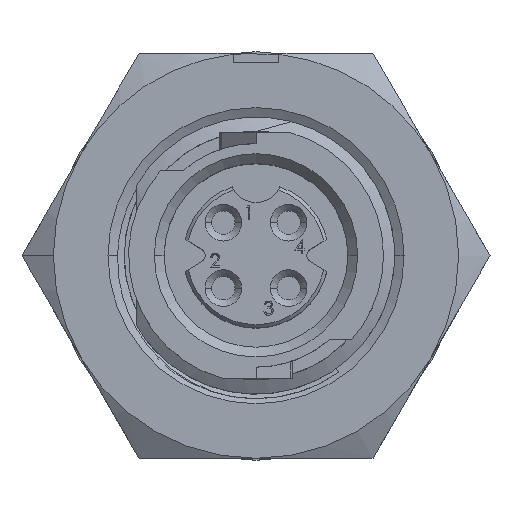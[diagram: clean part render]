
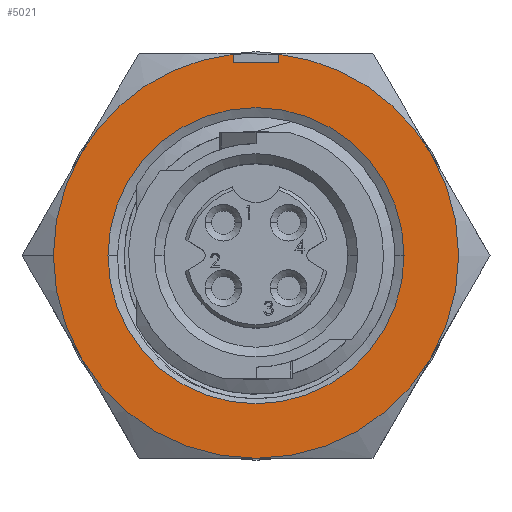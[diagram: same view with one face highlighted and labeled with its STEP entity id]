
A CAD part, top view. The second image highlights one B-rep face of the part: STEP entity #5021.
In plain terms, the highlighted planar face has unit normal (0, 0, 1).
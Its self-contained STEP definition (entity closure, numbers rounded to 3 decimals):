
#29 = CARTESIAN_POINT ( 'NONE',  ( -6.819, 3.937, 10.236 ) ) ;
#96 = EDGE_CURVE ( 'NONE', #8877, #10468, #9411, .T. ) ;
#358 = VERTEX_POINT ( 'NONE', #7609 ) ;
#386 = LINE ( 'NONE', #10274, #9765 ) ;
#742 = DIRECTION ( 'NONE',  ( -1., 0., 0. ) ) ;
#851 = CARTESIAN_POINT ( 'NONE',  ( 0., 15.748, 10.236 ) ) ;
#1025 = VERTEX_POINT ( 'NONE', #29 ) ;
#1113 = CIRCLE ( 'NONE', #5362, 7.874 ) ;
#1274 = DIRECTION ( 'NONE',  ( 0., -1., 0. ) ) ;
#1404 = EDGE_CURVE ( 'NONE', #358, #6657, #7258, .T. ) ;
#1604 = ORIENTED_EDGE ( 'NONE', *, *, #9102, .F. ) ;
#1943 = DIRECTION ( 'NONE',  ( 0., 0., -1. ) ) ;
#2172 = FACE_BOUND ( 'NONE', #3611, .T. ) ;
#2242 = ORIENTED_EDGE ( 'NONE', *, *, #12297, .F. ) ;
#2568 = DIRECTION ( 'NONE',  ( 0., 0., -1. ) ) ;
#2696 = VECTOR ( 'NONE', #742, 1000. ) ;
#2845 = DIRECTION ( 'NONE',  ( 1., 0., 0. ) ) ;
#2849 = ORIENTED_EDGE ( 'NONE', *, *, #3887, .F. ) ;
#2954 = VECTOR ( 'NONE', #1274, 1000. ) ;
#2955 = EDGE_CURVE ( 'NONE', #12716, #358, #386, .T. ) ;
#3206 = CARTESIAN_POINT ( 'NONE',  ( 7.874, 0., 10.236 ) ) ;
#3534 = CARTESIAN_POINT ( 'NONE',  ( -5.753, 0., 10.236 ) ) ;
#3611 = EDGE_LOOP ( 'NONE', ( #11459, #15243 ) ) ;
#3686 = CARTESIAN_POINT ( 'NONE',  ( -0.889, -8.938, 10.236 ) ) ;
#3698 = DIRECTION ( 'NONE',  ( 1., 0., 0. ) ) ;
#3861 = EDGE_CURVE ( 'NONE', #14788, #4584, #12659, .T. ) ;
#3887 = EDGE_CURVE ( 'NONE', #15631, #12716, #13985, .T. ) ;
#3900 = DIRECTION ( 'NONE',  ( 0., 0., -1. ) ) ;
#4044 = AXIS2_PLACEMENT_3D ( 'NONE', #851, #6962, #9351 ) ;
#4584 = VERTEX_POINT ( 'NONE', #15221 ) ;
#4590 = ORIENTED_EDGE ( 'NONE', *, *, #1404, .F. ) ;
#4728 = DIRECTION ( 'NONE',  ( 1., 0., 0. ) ) ;
#4986 = AXIS2_PLACEMENT_3D ( 'NONE', #11252, #16128, #3698 ) ;
#5011 = CIRCLE ( 'NONE', #16308, 7.874 ) ;
#5021 = ADVANCED_FACE ( 'NONE', ( #2172, #7122 ), #15767, .F. ) ;
#5243 = CIRCLE ( 'NONE', #4986, 7.874 ) ;
#5362 = AXIS2_PLACEMENT_3D ( 'NONE', #11002, #1943, #11978 ) ;
#5435 = DIRECTION ( 'NONE',  ( 0., 0., -1. ) ) ;
#6058 = CARTESIAN_POINT ( 'NONE',  ( 0., 0., 10.236 ) ) ;
#6143 = ORIENTED_EDGE ( 'NONE', *, *, #96, .F. ) ;
#6657 = VERTEX_POINT ( 'NONE', #14983 ) ;
#6962 = DIRECTION ( 'NONE',  ( 0., 0., -1. ) ) ;
#7122 = FACE_OUTER_BOUND ( 'NONE', #14121, .T. ) ;
#7163 = AXIS2_PLACEMENT_3D ( 'NONE', #6058, #2568, #4728 ) ;
#7191 = CARTESIAN_POINT ( 'NONE',  ( 0., 0., 10.236 ) ) ;
#7258 = LINE ( 'NONE', #15903, #2696 ) ;
#7275 = EDGE_CURVE ( 'NONE', #11072, #11095, #5243, .T. ) ;
#7609 = CARTESIAN_POINT ( 'NONE',  ( 0.889, -7.493, 10.236 ) ) ;
#7878 = ORIENTED_EDGE ( 'NONE', *, *, #10421, .F. ) ;
#7961 = CIRCLE ( 'NONE', #14792, 7.874 ) ;
#8103 = DIRECTION ( 'NONE',  ( 0., 0., -1. ) ) ;
#8344 = DIRECTION ( 'NONE',  ( 1., 0., 0. ) ) ;
#8423 = DIRECTION ( 'NONE',  ( 0., 0., -1. ) ) ;
#8782 = LINE ( 'NONE', #3686, #2954 ) ;
#8877 = VERTEX_POINT ( 'NONE', #10307 ) ;
#8998 = AXIS2_PLACEMENT_3D ( 'NONE', #10137, #9754, #12599 ) ;
#9022 = DIRECTION ( 'NONE',  ( 0., 0., -1. ) ) ;
#9053 = DIRECTION ( 'NONE',  ( 0., 1., 0. ) ) ;
#9102 = EDGE_CURVE ( 'NONE', #14357, #11072, #5011, .T. ) ;
#9351 = DIRECTION ( 'NONE',  ( 0., -1., 0. ) ) ;
#9411 = CIRCLE ( 'NONE', #13607, 7.874 ) ;
#9529 = AXIS2_PLACEMENT_3D ( 'NONE', #14440, #8103, #8344 ) ;
#9754 = DIRECTION ( 'NONE',  ( 0., 0., -1. ) ) ;
#9765 = VECTOR ( 'NONE', #9053, 1000. ) ;
#10137 = CARTESIAN_POINT ( 'NONE',  ( 0., 0., 10.236 ) ) ;
#10274 = CARTESIAN_POINT ( 'NONE',  ( 0.889, -8.938, 10.236 ) ) ;
#10307 = CARTESIAN_POINT ( 'NONE',  ( -0.889, -7.824, 10.236 ) ) ;
#10385 = CARTESIAN_POINT ( 'NONE',  ( 0.889, -7.824, 10.236 ) ) ;
#10421 = EDGE_CURVE ( 'NONE', #10468, #1025, #1113, .T. ) ;
#10423 = DIRECTION ( 'NONE',  ( 1., 0., 0. ) ) ;
#10468 = VERTEX_POINT ( 'NONE', #12771 ) ;
#10565 = DIRECTION ( 'NONE',  ( 1., 0., 0. ) ) ;
#10584 = CARTESIAN_POINT ( 'NONE',  ( 0., 0., 10.236 ) ) ;
#10931 = CARTESIAN_POINT ( 'NONE',  ( 6.819, 3.937, 10.236 ) ) ;
#11002 = CARTESIAN_POINT ( 'NONE',  ( 0., 0., 10.236 ) ) ;
#11025 = CARTESIAN_POINT ( 'NONE',  ( 0., 7.874, 10.236 ) ) ;
#11072 = VERTEX_POINT ( 'NONE', #10931 ) ;
#11095 = VERTEX_POINT ( 'NONE', #3206 ) ;
#11198 = EDGE_CURVE ( 'NONE', #6657, #8877, #8782, .T. ) ;
#11252 = CARTESIAN_POINT ( 'NONE',  ( 0., 0., 10.236 ) ) ;
#11459 = ORIENTED_EDGE ( 'NONE', *, *, #3861, .T. ) ;
#11978 = DIRECTION ( 'NONE',  ( 1., 0., 0. ) ) ;
#12136 = CARTESIAN_POINT ( 'NONE',  ( 0., 0., 10.236 ) ) ;
#12188 = EDGE_CURVE ( 'NONE', #11095, #15631, #16111, .T. ) ;
#12297 = EDGE_CURVE ( 'NONE', #1025, #14357, #7961, .T. ) ;
#12366 = EDGE_CURVE ( 'NONE', #4584, #14788, #13212, .T. ) ;
#12599 = DIRECTION ( 'NONE',  ( 1., 0., 0. ) ) ;
#12659 = CIRCLE ( 'NONE', #8998, 5.753 ) ;
#12711 = CARTESIAN_POINT ( 'NONE',  ( 0., 0., 10.236 ) ) ;
#12716 = VERTEX_POINT ( 'NONE', #10385 ) ;
#12771 = CARTESIAN_POINT ( 'NONE',  ( -6.819, -3.937, 10.236 ) ) ;
#13169 = ORIENTED_EDGE ( 'NONE', *, *, #12188, .F. ) ;
#13212 = CIRCLE ( 'NONE', #7163, 5.753 ) ;
#13310 = ORIENTED_EDGE ( 'NONE', *, *, #11198, .F. ) ;
#13593 = CARTESIAN_POINT ( 'NONE',  ( 6.819, -3.937, 10.236 ) ) ;
#13607 = AXIS2_PLACEMENT_3D ( 'NONE', #10584, #5435, #10423 ) ;
#13985 = CIRCLE ( 'NONE', #15836, 7.874 ) ;
#14121 = EDGE_LOOP ( 'NONE', ( #6143, #13310, #4590, #14210, #2849, #13169, #15368, #1604, #2242, #7878 ) ) ;
#14210 = ORIENTED_EDGE ( 'NONE', *, *, #2955, .F. ) ;
#14357 = VERTEX_POINT ( 'NONE', #11025 ) ;
#14440 = CARTESIAN_POINT ( 'NONE',  ( 0., 0., 10.236 ) ) ;
#14620 = DIRECTION ( 'NONE',  ( 1., 0., 0. ) ) ;
#14788 = VERTEX_POINT ( 'NONE', #3534 ) ;
#14792 = AXIS2_PLACEMENT_3D ( 'NONE', #7191, #8423, #10565 ) ;
#14983 = CARTESIAN_POINT ( 'NONE',  ( -0.889, -7.493, 10.236 ) ) ;
#15221 = CARTESIAN_POINT ( 'NONE',  ( 5.753, 0., 10.236 ) ) ;
#15243 = ORIENTED_EDGE ( 'NONE', *, *, #12366, .T. ) ;
#15368 = ORIENTED_EDGE ( 'NONE', *, *, #7275, .F. ) ;
#15631 = VERTEX_POINT ( 'NONE', #13593 ) ;
#15767 = PLANE ( 'NONE',  #4044 ) ;
#15836 = AXIS2_PLACEMENT_3D ( 'NONE', #12136, #3900, #14620 ) ;
#15903 = CARTESIAN_POINT ( 'NONE',  ( 0.889, -7.493, 10.236 ) ) ;
#16111 = CIRCLE ( 'NONE', #9529, 7.874 ) ;
#16128 = DIRECTION ( 'NONE',  ( 0., 0., -1. ) ) ;
#16308 = AXIS2_PLACEMENT_3D ( 'NONE', #12711, #9022, #2845 ) ;
